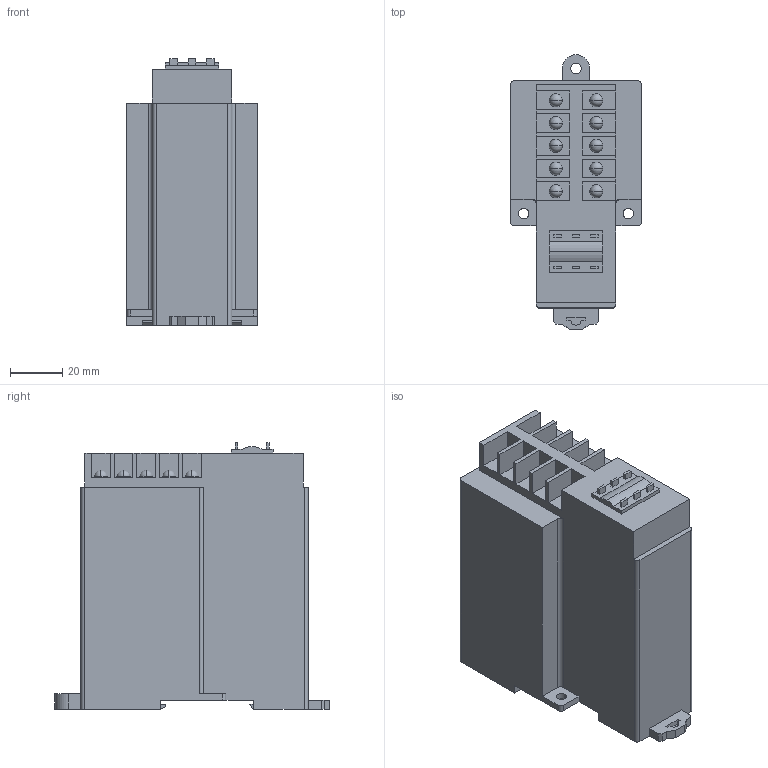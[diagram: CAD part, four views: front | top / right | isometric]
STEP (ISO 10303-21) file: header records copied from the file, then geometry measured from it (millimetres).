
FILE_DESCRIPTION (( 'STEP AP214' ), '1' );
FILE_NAME ('18JS7G.STEP', '2025-03-31T03:09:29', ( '' ), ( 'Microsoft' ), 'SwSTEP 2.0', 'SolidWorks 2014', '' );
FILE_SCHEMA (( 'AUTOMOTIVE_DESIGN' ));
Length unit declared in the file: millimetre
Products named in the file (1): 18JS7G
Bounding box: 50 x 105 x 102 mm (x, y, z)
Volume: 74608.6 mm3; surface area: 63988.6 mm2
Topology: 1 solids, 2 shells, 210 faces, 585 edges, 378 vertices
Faces by surface type: plane 149, cylinder 41, sphere 20
Entity records: 6407 total; most frequent: CARTESIAN_POINT 1114, ORIENTED_EDGE 1090, DIRECTION 1069, EDGE_CURVE 545, LINE 443, VECTOR 443, VERTEX_POINT 358, AXIS2_PLACEMENT_3D 313
